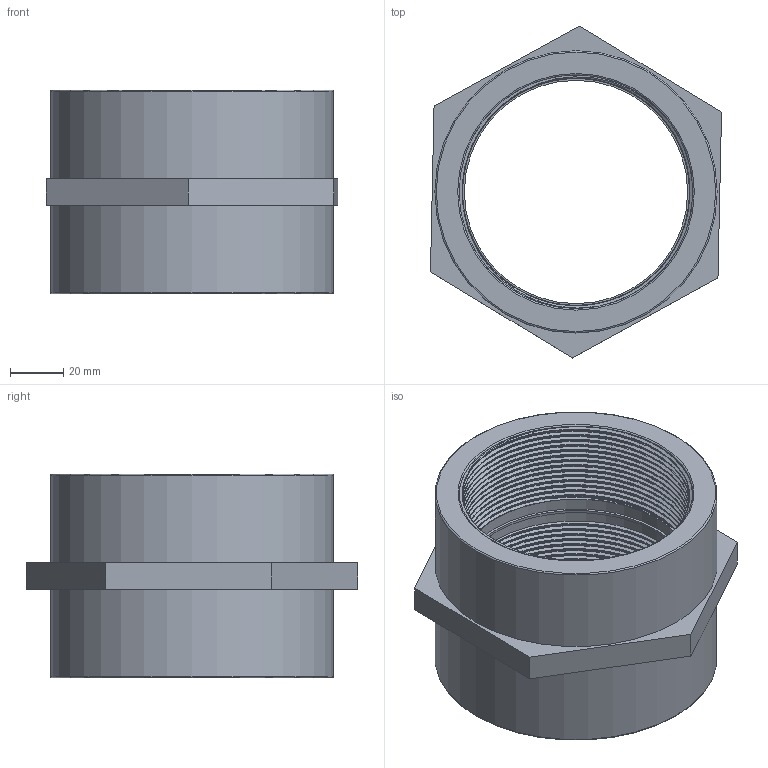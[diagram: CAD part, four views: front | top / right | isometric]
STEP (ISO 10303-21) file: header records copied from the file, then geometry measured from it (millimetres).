
FILE_DESCRIPTION(/* description */ (''),/* implementation_level */ '2;1');
FILE_NAME(/* name */ 'SO110900.ipt.stp',/* time_stamp */ '2017-01-24T17:52:27+01:00',/* author */ ('Gabriele'),/* organization */ (''),/* preprocessor_version */ 'ST-DEVELOPER v16.5',/* originating_system */ 'Autodesk Inventor 2017',/* authorisation */ '');
FILE_SCHEMA (('AUTOMOTIVE_DESIGN { 1 0 10303 214 3 1 1 }'));
Length unit declared in the file: millimetre
Products named in the file (1): SO110900
Bounding box: 109.32 x 124.68 x 76.6 mm (x, y, z)
Volume: 237294.3 mm3; surface area: 99441.9 mm2
Topology: 3 solids, 3 shells, 44 faces, 217 edges, 185 vertices
Faces by surface type: plane 18, bspline 12, cylinder 11, torus 3
Full cylindrical faces by diameter (mm): 83.88 x1, 85.88 x2, 87.88 x2, 106 x2
Entity records: 17387 total; most frequent: CARTESIAN_POINT 15905, ORIENTED_EDGE 414, EDGE_CURVE 207, VERTEX_POINT 185, B_SPLINE_CURVE_WITH_KNOTS 164, DIRECTION 134, EDGE_LOOP 62, AXIS2_PLACEMENT_3D 58
